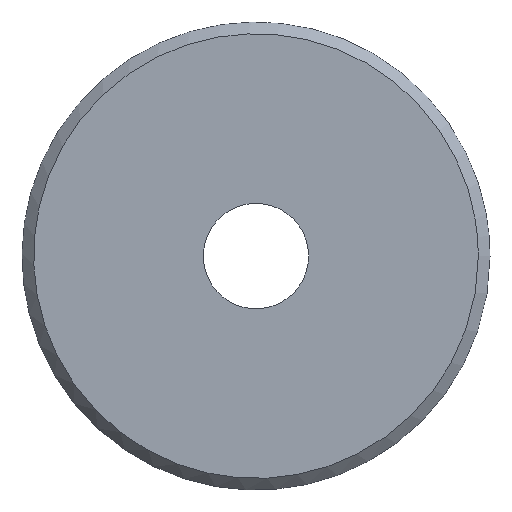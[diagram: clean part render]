
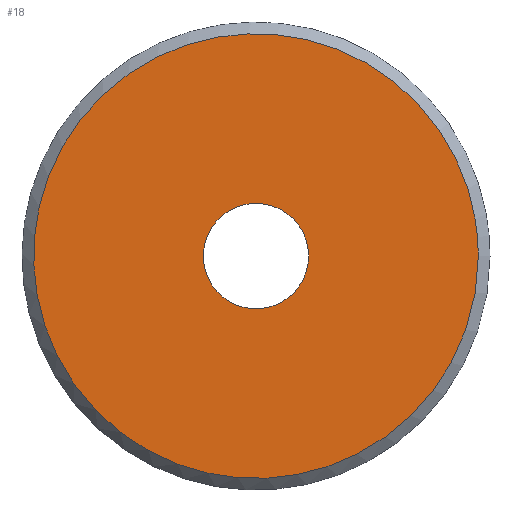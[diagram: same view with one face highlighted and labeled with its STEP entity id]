
A CAD part, front view. The second image highlights one B-rep face of the part: STEP entity #18.
In plain terms, the highlighted planar face has unit normal (0, -1, 0).
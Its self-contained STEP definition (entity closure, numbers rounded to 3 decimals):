
#14=FACE_BOUND('',#31,.T.);
#18=ADVANCED_FACE('',(#24,#14),#84,.T.);
#24=FACE_OUTER_BOUND('',#30,.T.);
#30=EDGE_LOOP('',(#44));
#31=EDGE_LOOP('',(#45));
#44=ORIENTED_EDGE('',*,*,#62,.F.);
#45=ORIENTED_EDGE('',*,*,#56,.F.);
#56=EDGE_CURVE('',#76,#76,#68,.T.);
#62=EDGE_CURVE('',#80,#80,#73,.T.);
#68=(
BOUNDED_CURVE()
B_SPLINE_CURVE(2,(#236,#237,#238,#239,#240,#241,#242,#243,#244),
 .UNSPECIFIED.,.T.,.F.)
B_SPLINE_CURVE_WITH_KNOTS((3,2,2,2,3),(0.,7.069,14.137,
21.206,28.274),.UNSPECIFIED.)
CURVE()
GEOMETRIC_REPRESENTATION_ITEM()
RATIONAL_B_SPLINE_CURVE((1.,0.707,1.,0.707,1.,0.707,
1.,0.707,1.))
REPRESENTATION_ITEM('')
);
#73=(
BOUNDED_CURVE()
B_SPLINE_CURVE(2,(#269,#270,#271,#272,#273,#274,#275,#276,#277),
 .UNSPECIFIED.,.T.,.F.)
B_SPLINE_CURVE_WITH_KNOTS((3,2,2,2,3),(0.,29.844,59.689,
89.533,119.378),.UNSPECIFIED.)
CURVE()
GEOMETRIC_REPRESENTATION_ITEM()
RATIONAL_B_SPLINE_CURVE((1.,0.707,1.,0.707,1.,0.707,
1.,0.707,1.))
REPRESENTATION_ITEM('')
);
#76=VERTEX_POINT('',#230);
#80=VERTEX_POINT('',#234);
#84=PLANE('',#178);
#178=AXIS2_PLACEMENT_3D('',#192,#185,$);
#185=DIRECTION('',(0.,-1.,0.));
#192=CARTESIAN_POINT('',(25.,161.,367.));
#230=CARTESIAN_POINT('',(4.5,161.,392.));
#234=CARTESIAN_POINT('',(19.,161.,392.));
#236=CARTESIAN_POINT('',(4.5,161.,392.));
#237=CARTESIAN_POINT('',(4.5,161.,396.5));
#238=CARTESIAN_POINT('',(0.,161.,396.5));
#239=CARTESIAN_POINT('',(-4.5,161.,396.5));
#240=CARTESIAN_POINT('',(-4.5,161.,392.));
#241=CARTESIAN_POINT('',(-4.5,161.,387.5));
#242=CARTESIAN_POINT('',(0.,161.,387.5));
#243=CARTESIAN_POINT('',(4.5,161.,387.5));
#244=CARTESIAN_POINT('',(4.5,161.,392.));
#269=CARTESIAN_POINT('',(19.,161.,392.));
#270=CARTESIAN_POINT('',(19.,161.,373.));
#271=CARTESIAN_POINT('',(0.,161.,373.));
#272=CARTESIAN_POINT('',(-19.,161.,373.));
#273=CARTESIAN_POINT('',(-19.,161.,392.));
#274=CARTESIAN_POINT('',(-19.,161.,411.));
#275=CARTESIAN_POINT('',(0.,161.,411.));
#276=CARTESIAN_POINT('',(19.,161.,411.));
#277=CARTESIAN_POINT('',(19.,161.,392.));
